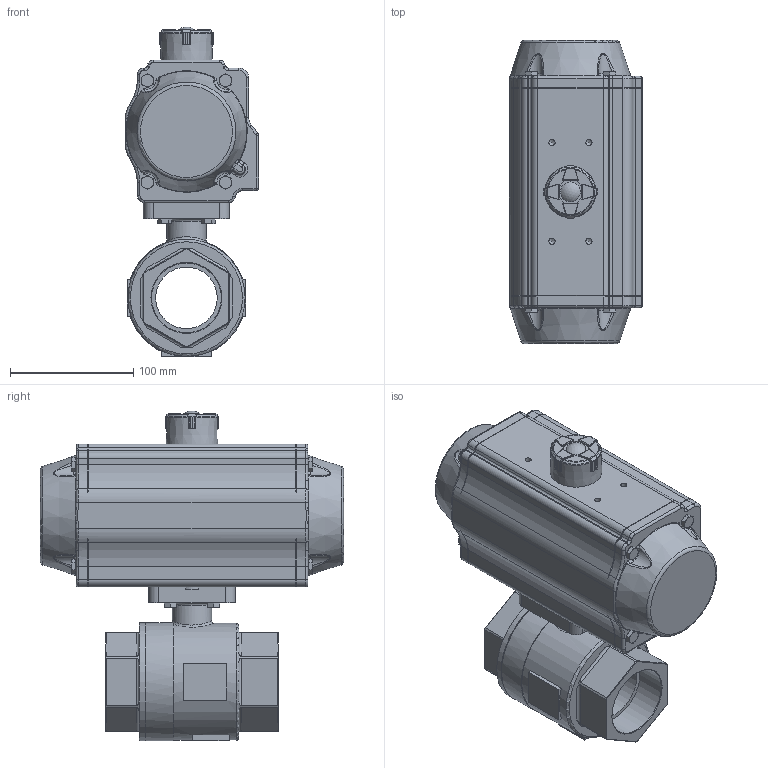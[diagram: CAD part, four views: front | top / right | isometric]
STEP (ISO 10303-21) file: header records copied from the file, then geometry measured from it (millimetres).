
FILE_DESCRIPTION(/* description */ ('Unknown','CAx-IF Rec.Pracs.---Representation and Presentation of Product Manufacturing Information (PMI)---4.0---2014-10-13','CAx-IF Rec.Pracs.---3D Tessellated Geometry---0.4---2014-09-14','2;1'),/* implementation_level */ '2;1');
FILE_NAME(/* name */ 'DW05 9768-09',/* time_stamp */ '2023-11-23T11:35:23+01:00',/* author */ ('Unknown'),/* organization */ ('Unknown'),/* preprocessor_version */ 'ST-DEVELOPER v18.102',/* originating_system */ 'Solid Edge',/* authorisation */ 'Unknown');
FILE_SCHEMA (('AP242_MANAGED_MODEL_BASED_3D_ENGINEERING_MIM_LF { 1 0 10303 442 1 1 4 }'));
Length unit declared in the file: millimetre
Products named in the file (11): DW110_FR81-8.550.050; 8.550.050; DW05_FR04_(DW110_FR81); ____; ________(___________; _____________; ______; hexagon head bolts--product grade c gb_GB_FASTENER_BOLT_HHBC M6X30-N; cup head nib bolts with large head gb_GB_FASTENER_BOLT_CHNBW M6X25-N; KP-88; DIN558_M_6x20.1.3
Assembly tree (22 placements, depth 4):
  DW110_FR81-8.550.050
    8.550.050
    DW05_FR04_(DW110_FR81)
      ____
        ________(___________  x2
        _____________  x2
        ______
      hexagon head bolts--product grade c gb_GB_FASTENER_BOLT_HHBC M6X30-N  x8
      cup head nib bolts with large head gb_GB_FASTENER_BOLT_CHNBW M6X25-N
      KP-88
    DIN558_M_6x20.1.3  x4
Bounding box: 108 x 246 x 267.81 mm (x, y, z)
Volume: 3045868.3 mm3; surface area: 231984.3 mm2
Topology: 20 solids, 20 shells, 1129 faces, 2727 edges, 1659 vertices
Faces by surface type: plane 419, cylinder 331, bspline 138, cone 129, torus 101, sphere 11
Full cylindrical faces by diameter (mm): 3 x16, 3.3 x10, 4.2 x4, 4.66 x1, 5 x17, 6 x13, 6.2 x1, 6.8 x4, 7 x4, 8.8 x2, 9 x4, 18 x1, 24.6 x1, 24.8 x1, 32 x2, 35.2 x1, 38.5 x1, 50 x1, 56.656 x2, 95 x2, 96 x2
Entity records: 30227 total; most frequent: CARTESIAN_POINT 10650, DIRECTION 3825, ORIENTED_EDGE 3700, EDGE_CURVE 1850, AXIS2_PLACEMENT_3D 1500, VERTEX_POINT 1217, FACE_BOUND 1019, EDGE_LOOP 996
